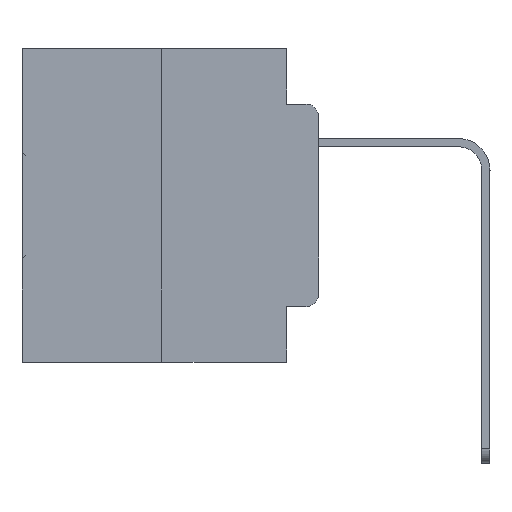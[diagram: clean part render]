
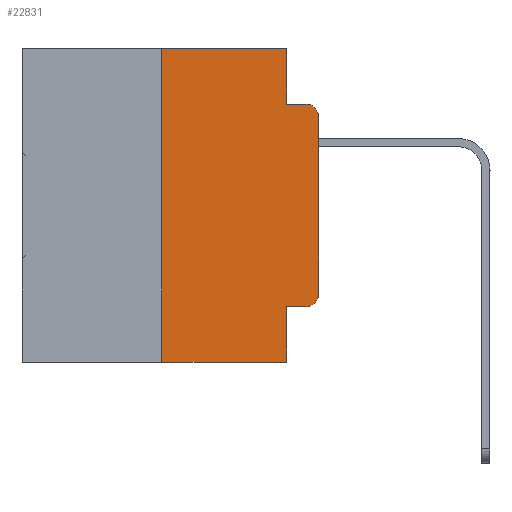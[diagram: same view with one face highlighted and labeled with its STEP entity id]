
A CAD part, left-side view. The second image highlights one B-rep face of the part: STEP entity #22831.
In plain terms, the highlighted planar face has unit normal (-1, 0, 0).
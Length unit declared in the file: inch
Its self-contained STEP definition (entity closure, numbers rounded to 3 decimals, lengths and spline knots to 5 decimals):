
#1402 = CARTESIAN_POINT ( 'NONE',  ( 0., 0., -0.3915 ) ) ;
#1986 = VECTOR ( 'NONE', #31568, 39.37008 ) ;
#2181 = DIRECTION ( 'NONE',  ( 0., -1., 0. ) ) ;
#2434 = AXIS2_PLACEMENT_3D ( 'NONE', #4316, #11875, #31997 ) ;
#2746 = ORIENTED_EDGE ( 'NONE', *, *, #26547, .T. ) ;
#3158 = VERTEX_POINT ( 'NONE', #20861 ) ;
#3253 = ORIENTED_EDGE ( 'NONE', *, *, #31259, .F. ) ;
#3365 = CARTESIAN_POINT ( 'NONE',  ( 0., 0.25, 0. ) ) ;
#4058 = LINE ( 'NONE', #3365, #17997 ) ;
#4296 = LINE ( 'NONE', #9078, #15910 ) ;
#4316 = CARTESIAN_POINT ( 'NONE',  ( 0., 0.473, 0. ) ) ;
#4712 = ORIENTED_EDGE ( 'NONE', *, *, #14256, .F. ) ;
#4905 = DIRECTION ( 'NONE',  ( 0., -1., 0. ) ) ;
#4954 = ORIENTED_EDGE ( 'NONE', *, *, #12739, .T. ) ;
#5402 = EDGE_CURVE ( 'NONE', #29215, #3158, #25367, .T. ) ;
#5849 = LINE ( 'NONE', #12143, #18607 ) ;
#6566 = CIRCLE ( 'NONE', #11577, 0.02 ) ;
#6635 = VERTEX_POINT ( 'NONE', #13993 ) ;
#7129 = CARTESIAN_POINT ( 'NONE',  ( 0., 0.02, -0.1085 ) ) ;
#7386 = LINE ( 'NONE', #26458, #1986 ) ;
#7548 = LINE ( 'NONE', #22870, #28573 ) ;
#7718 = CARTESIAN_POINT ( 'NONE',  ( 0., 0.02, -0.4115 ) ) ;
#8101 = VERTEX_POINT ( 'NONE', #1402 ) ;
#8309 = DIRECTION ( 'NONE',  ( 0., 0., 1. ) ) ;
#8605 = DIRECTION ( 'NONE',  ( 0., 0., 1. ) ) ;
#8662 = VECTOR ( 'NONE', #22234, 39.37008 ) ;
#8743 = CARTESIAN_POINT ( 'NONE',  ( 0., 0.02, -0.3915 ) ) ;
#9078 = CARTESIAN_POINT ( 'NONE',  ( 0., 0.051, -0.4115 ) ) ;
#9310 = CARTESIAN_POINT ( 'NONE',  ( 0., 0.051, -0.4115 ) ) ;
#9696 = EDGE_LOOP ( 'NONE', ( #4954, #2746, #4712, #3253, #25288, #23748, #25306, #18591, #11703, #11868 ) ) ;
#10738 = EDGE_CURVE ( 'NONE', #15272, #3158, #7548, .T. ) ;
#10862 = VERTEX_POINT ( 'NONE', #22990 ) ;
#11577 = AXIS2_PLACEMENT_3D ( 'NONE', #8743, #21317, #16218 ) ;
#11703 = ORIENTED_EDGE ( 'NONE', *, *, #14235, .T. ) ;
#11868 = ORIENTED_EDGE ( 'NONE', *, *, #26870, .T. ) ;
#11875 = DIRECTION ( 'NONE',  ( 1., 0., 0. ) ) ;
#12143 = CARTESIAN_POINT ( 'NONE',  ( 0., 0.473, 0. ) ) ;
#12623 = CARTESIAN_POINT ( 'NONE',  ( 0., 0.02, -0.0885 ) ) ;
#12739 = EDGE_CURVE ( 'NONE', #8101, #25783, #28110, .T. ) ;
#13993 = CARTESIAN_POINT ( 'NONE',  ( 0., 0.051, -0.0885 ) ) ;
#14158 = CARTESIAN_POINT ( 'NONE',  ( 0., 0.473, -0.5 ) ) ;
#14235 = EDGE_CURVE ( 'NONE', #15272, #21363, #4296, .T. ) ;
#14256 = EDGE_CURVE ( 'NONE', #6635, #27350, #7386, .T. ) ;
#15272 = VERTEX_POINT ( 'NONE', #9310 ) ;
#15910 = VECTOR ( 'NONE', #2181, 39.37008 ) ;
#16218 = DIRECTION ( 'NONE',  ( 0., 0., -1. ) ) ;
#16278 = EDGE_CURVE ( 'NONE', #10862, #24669, #5849, .T. ) ;
#16289 = CARTESIAN_POINT ( 'NONE',  ( 0., 0., -0.1085 ) ) ;
#16560 = FACE_OUTER_BOUND ( 'NONE', #9696, .T. ) ;
#16777 = DIRECTION ( 'NONE',  ( -1., 0., 0. ) ) ;
#17997 = VECTOR ( 'NONE', #8309, 39.37008 ) ;
#18591 = ORIENTED_EDGE ( 'NONE', *, *, #10738, .F. ) ;
#18607 = VECTOR ( 'NONE', #4905, 39.37008 ) ;
#19265 = DIRECTION ( 'NONE',  ( 0., 0., -1. ) ) ;
#20861 = CARTESIAN_POINT ( 'NONE',  ( 0., 0.051, -0.5 ) ) ;
#20865 = CARTESIAN_POINT ( 'NONE',  ( 0., 0., 0. ) ) ;
#21317 = DIRECTION ( 'NONE',  ( -1., 0., 0. ) ) ;
#21363 = VERTEX_POINT ( 'NONE', #7718 ) ;
#22234 = DIRECTION ( 'NONE',  ( 0., 0., -1. ) ) ;
#22637 = VECTOR ( 'NONE', #8605, 39.37008 ) ;
#22650 = VECTOR ( 'NONE', #23854, 39.37008 ) ;
#22831 = ADVANCED_FACE ( 'NONE', ( #16560 ), #31777, .F. ) ;
#22870 = CARTESIAN_POINT ( 'NONE',  ( 0., 0.051, 0. ) ) ;
#22990 = CARTESIAN_POINT ( 'NONE',  ( 0., 0.25, 0. ) ) ;
#23291 = CARTESIAN_POINT ( 'NONE',  ( 0., 0.25, -0.5 ) ) ;
#23716 = CIRCLE ( 'NONE', #29519, 0.02 ) ;
#23748 = ORIENTED_EDGE ( 'NONE', *, *, #24999, .F. ) ;
#23854 = DIRECTION ( 'NONE',  ( 0., -1., 0. ) ) ;
#24669 = VERTEX_POINT ( 'NONE', #27037 ) ;
#24999 = EDGE_CURVE ( 'NONE', #29215, #10862, #4058, .T. ) ;
#25288 = ORIENTED_EDGE ( 'NONE', *, *, #16278, .F. ) ;
#25306 = ORIENTED_EDGE ( 'NONE', *, *, #5402, .T. ) ;
#25367 = LINE ( 'NONE', #14158, #22650 ) ;
#25407 = LINE ( 'NONE', #27578, #8662 ) ;
#25783 = VERTEX_POINT ( 'NONE', #16289 ) ;
#26458 = CARTESIAN_POINT ( 'NONE',  ( 0., 0.051, -0.0885 ) ) ;
#26547 = EDGE_CURVE ( 'NONE', #25783, #27350, #23716, .T. ) ;
#26870 = EDGE_CURVE ( 'NONE', #21363, #8101, #6566, .T. ) ;
#27037 = CARTESIAN_POINT ( 'NONE',  ( 0., 0.051, 0. ) ) ;
#27350 = VERTEX_POINT ( 'NONE', #12623 ) ;
#27578 = CARTESIAN_POINT ( 'NONE',  ( 0., 0.051, 0. ) ) ;
#28110 = LINE ( 'NONE', #20865, #22637 ) ;
#28573 = VECTOR ( 'NONE', #31815, 39.37008 ) ;
#29215 = VERTEX_POINT ( 'NONE', #23291 ) ;
#29519 = AXIS2_PLACEMENT_3D ( 'NONE', #7129, #16777, #19265 ) ;
#31259 = EDGE_CURVE ( 'NONE', #24669, #6635, #25407, .T. ) ;
#31568 = DIRECTION ( 'NONE',  ( 0., -1., 0. ) ) ;
#31777 = PLANE ( 'NONE',  #2434 ) ;
#31815 = DIRECTION ( 'NONE',  ( 0., 0., -1. ) ) ;
#31997 = DIRECTION ( 'NONE',  ( 0., 0., -1. ) ) ;
